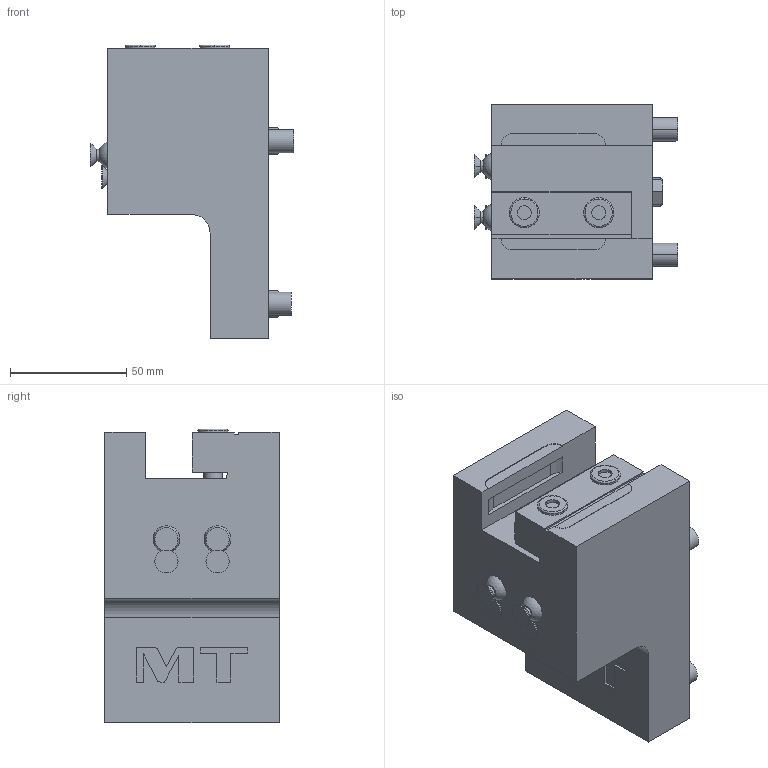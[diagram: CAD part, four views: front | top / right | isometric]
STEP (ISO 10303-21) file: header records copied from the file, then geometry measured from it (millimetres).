
FILE_DESCRIPTION((''),'2;1');
FILE_NAME('MUR0162010_CONF','2024-12-20T10:45:29',('fpalella'),('M.T. srl'),'CREO PARAMETRIC BY PTC INC, 2023352','CREO PARAMETRIC BY PTC INC, 2023352','');
FILE_SCHEMA(('CONFIG_CONTROL_DESIGN'));
Length unit declared in the file: millimetre
Products named in the file (1): MUR0162010_CONF
Bounding box: 87.55 x 75 x 126.35 mm (x, y, z)
Volume: 441855.6 mm3; surface area: 48005.6 mm2
Topology: 1 solids, 1 shells, 142 faces, 349 edges, 230 vertices
Faces by surface type: plane 75, cylinder 43, cone 16, torus 4, sphere 2, extrusion 2
Entity records: 4297 total; most frequent: CARTESIAN_POINT 809, DIRECTION 725, ORIENTED_EDGE 698, EDGE_CURVE 349, AXIS2_PLACEMENT_3D 254, VERTEX_POINT 230, VECTOR 217, LINE 215
